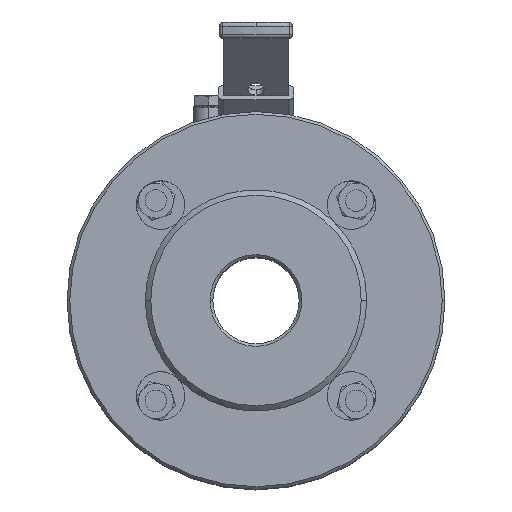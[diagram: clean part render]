
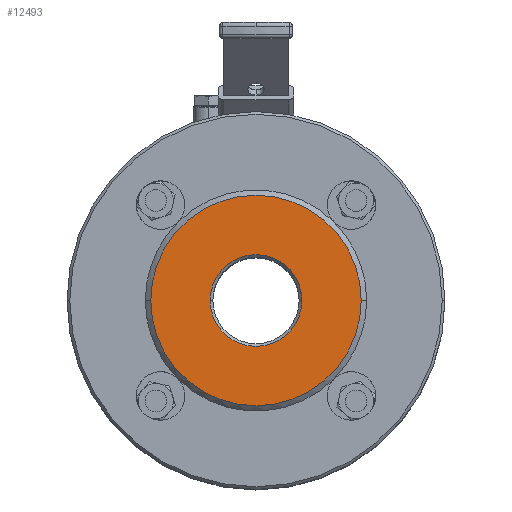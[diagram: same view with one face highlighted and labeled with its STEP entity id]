
A CAD part, top view. The second image highlights one B-rep face of the part: STEP entity #12493.
In plain terms, the highlighted face is planar.
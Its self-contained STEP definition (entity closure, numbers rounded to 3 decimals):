
#1187 = EDGE_CURVE ( 'NONE', #8734, #8712, #10338, .T. ) ;
#1302 = EDGE_CURVE ( 'NONE', #7744, #7724, #10512, .T. ) ;
#2704 = CARTESIAN_POINT ( 'NONE',  ( 0., 41., 0. ) ) ;
#2705 = PLANE ( 'NONE',  #9366 ) ;
#2710 = DIRECTION ( 'NONE',  ( -1., 0., 0. ) ) ;
#2711 = DIRECTION ( 'NONE',  ( 0., 0., 1. ) ) ;
#3980 = CIRCLE ( 'NONE', #13075, 39. ) ;
#3989 = CIRCLE ( 'NONE', #13080, 17. ) ;
#4191 = EDGE_CURVE ( 'NONE', #7724, #7744, #3980, .T. ) ;
#4199 = EDGE_CURVE ( 'NONE', #8712, #8734, #3989, .T. ) ;
#4241 = AXIS2_PLACEMENT_3D ( 'NONE', #4672, #4673, #4674 ) ;
#4291 = AXIS2_PLACEMENT_3D ( 'NONE', #7832, #7833, #7834 ) ;
#4672 = CARTESIAN_POINT ( 'NONE',  ( 0., 0., 0. ) ) ;
#4673 = DIRECTION ( 'NONE',  ( 1., 0., 0. ) ) ;
#4674 = DIRECTION ( 'NONE',  ( 0., 0., 1. ) ) ;
#5055 = CARTESIAN_POINT ( 'NONE',  ( 0., 0., 0. ) ) ;
#5056 = DIRECTION ( 'NONE',  ( -1., 0., 0. ) ) ;
#5057 = DIRECTION ( 'NONE',  ( 0., 0., 1. ) ) ;
#5082 = CARTESIAN_POINT ( 'NONE',  ( 0., 0., 0. ) ) ;
#5083 = DIRECTION ( 'NONE',  ( 1., 0., 0. ) ) ;
#5084 = DIRECTION ( 'NONE',  ( 0., 0., 1. ) ) ;
#5271 = CARTESIAN_POINT ( 'NONE',  ( 0., 0., -39. ) ) ;
#5291 = CARTESIAN_POINT ( 'NONE',  ( 0., 0., 39. ) ) ;
#6958 = FACE_BOUND ( 'NONE', #7335, .T. ) ;
#6962 = FACE_OUTER_BOUND ( 'NONE', #7342, .T. ) ;
#7335 = EDGE_LOOP ( 'NONE', ( #10759, #10760 ) ) ;
#7342 = EDGE_LOOP ( 'NONE', ( #10755, #10757 ) ) ;
#7724 = VERTEX_POINT ( 'NONE', #5271 ) ;
#7744 = VERTEX_POINT ( 'NONE', #5291 ) ;
#7832 = CARTESIAN_POINT ( 'NONE',  ( 0., 0., 0. ) ) ;
#7833 = DIRECTION ( 'NONE',  ( -1., 0., 0. ) ) ;
#7834 = DIRECTION ( 'NONE',  ( 0., 0., 1. ) ) ;
#8712 = VERTEX_POINT ( 'NONE', #18389 ) ;
#8734 = VERTEX_POINT ( 'NONE', #18411 ) ;
#9366 = AXIS2_PLACEMENT_3D ( 'NONE', #2704, #2710, #2711 ) ;
#10338 = CIRCLE ( 'NONE', #4241, 17. ) ;
#10512 = CIRCLE ( 'NONE', #4291, 39. ) ;
#10755 = ORIENTED_EDGE ( 'NONE', *, *, #4191, .T. ) ;
#10757 = ORIENTED_EDGE ( 'NONE', *, *, #1302, .T. ) ;
#10759 = ORIENTED_EDGE ( 'NONE', *, *, #1187, .T. ) ;
#10760 = ORIENTED_EDGE ( 'NONE', *, *, #4199, .T. ) ;
#12493 = ADVANCED_FACE ( 'NONE', ( #6962, #6958 ), #2705, .T. ) ;
#13075 = AXIS2_PLACEMENT_3D ( 'NONE', #5055, #5056, #5057 ) ;
#13080 = AXIS2_PLACEMENT_3D ( 'NONE', #5082, #5083, #5084 ) ;
#18389 = CARTESIAN_POINT ( 'NONE',  ( 0., 0., -17. ) ) ;
#18411 = CARTESIAN_POINT ( 'NONE',  ( 0., 0., 17. ) ) ;
